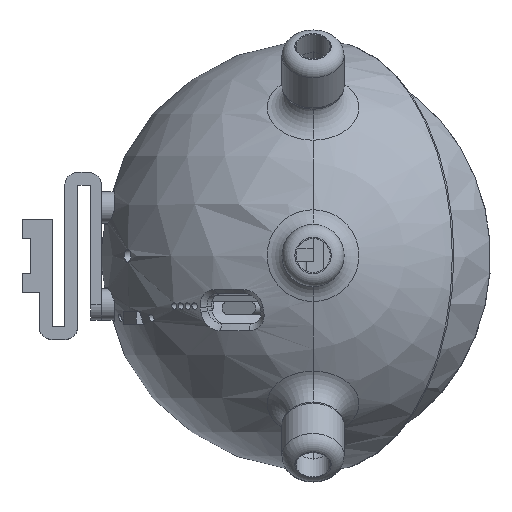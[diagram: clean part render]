
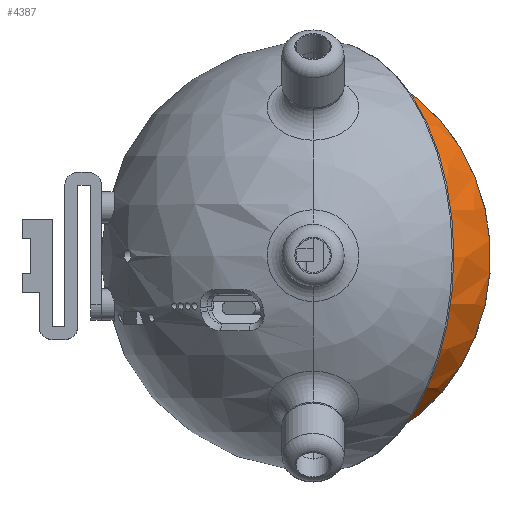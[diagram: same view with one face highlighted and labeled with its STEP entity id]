
A CAD part, top view. The second image highlights one B-rep face of the part: STEP entity #4387.
In plain terms, the highlighted spherical face has radius 46 mm.
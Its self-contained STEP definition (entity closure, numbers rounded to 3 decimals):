
#2718=(
BOUNDED_CURVE()
B_SPLINE_CURVE(3,(#29354,#29355,#29356,#29357),.UNSPECIFIED.,.F.,.F.)
B_SPLINE_CURVE_WITH_KNOTS((4,4),(0.,1.),.UNSPECIFIED.)
CURVE()
GEOMETRIC_REPRESENTATION_ITEM()
RATIONAL_B_SPLINE_CURVE((0.518,0.522,0.526,
0.532))
REPRESENTATION_ITEM('')
);
#3135=SPHERICAL_SURFACE('',#20379,46.);
#3734=B_SPLINE_CURVE_WITH_KNOTS('',3,(#29222,#29223,#29224,#29225),
 .UNSPECIFIED.,.F.,.F.,(4,4),(0.,1.),.UNSPECIFIED.);
#3737=B_SPLINE_CURVE_WITH_KNOTS('',3,(#29258,#29259,#29260,#29261,#29262,
#29263,#29264,#29265,#29266,#29267),.UNSPECIFIED.,.F.,.F.,(4,2,2,2,4),(0.,
0.25,0.5,0.75,1.),.UNSPECIFIED.);
#4387=ADVANCED_FACE('',(#5752),#3135,.T.);
#5752=FACE_OUTER_BOUND('',#6624,.T.);
#6624=EDGE_LOOP('',(#9658,#9659,#9660,#9661,#9662,#9663,#9664,#9665));
#7783=CIRCLE('',#20361,45.932);
#7788=CIRCLE('',#20369,45.658);
#7792=CIRCLE('',#20375,45.658);
#7793=CIRCLE('',#20377,45.995);
#7794=CIRCLE('',#20378,45.932);
#9658=ORIENTED_EDGE('',*,*,#15425,.F.);
#9659=ORIENTED_EDGE('',*,*,#15432,.T.);
#9660=ORIENTED_EDGE('',*,*,#15429,.F.);
#9661=ORIENTED_EDGE('',*,*,#15400,.F.);
#9662=ORIENTED_EDGE('',*,*,#15433,.F.);
#9663=ORIENTED_EDGE('',*,*,#15396,.F.);
#9664=ORIENTED_EDGE('',*,*,#15434,.F.);
#9665=ORIENTED_EDGE('',*,*,#15410,.F.);
#13526=VERTEX_POINT('',#29220);
#13528=VERTEX_POINT('',#29226);
#13531=VERTEX_POINT('',#29232);
#13532=VERTEX_POINT('',#29234);
#13540=VERTEX_POINT('',#29257);
#13541=VERTEX_POINT('',#29268);
#13552=VERTEX_POINT('',#29323);
#13555=VERTEX_POINT('',#29333);
#15396=EDGE_CURVE('',#13526,#13528,#3734,.T.);
#15400=EDGE_CURVE('',#13531,#13532,#7783,.T.);
#15410=EDGE_CURVE('',#13540,#13541,#3737,.T.);
#15425=EDGE_CURVE('',#13552,#13540,#7788,.T.);
#15429=EDGE_CURVE('',#13532,#13555,#7792,.T.);
#15432=EDGE_CURVE('',#13552,#13555,#7793,.T.);
#15433=EDGE_CURVE('',#13528,#13531,#7794,.T.);
#15434=EDGE_CURVE('',#13541,#13526,#2718,.T.);
#20361=AXIS2_PLACEMENT_3D('',#29233,#22826,#22827);
#20369=AXIS2_PLACEMENT_3D('',#29324,#22856,#22857);
#20375=AXIS2_PLACEMENT_3D('',#29332,#22868,#22869);
#20377=AXIS2_PLACEMENT_3D('',#29352,#22873,#22874);
#20378=AXIS2_PLACEMENT_3D('',#29353,#22875,#22876);
#20379=AXIS2_PLACEMENT_3D('',#29358,#22877,#22878);
#22826=DIRECTION('',(0.,-0.731,0.682));
#22827=DIRECTION('',(0.,-0.682,-0.731));
#22856=DIRECTION('',(0.,-0.844,-0.536));
#22857=DIRECTION('',(0.,0.536,-0.844));
#22868=DIRECTION('',(0.,-0.844,-0.536));
#22869=DIRECTION('',(0.,0.536,-0.844));
#22873=DIRECTION('',(0.,0.,1.));
#22874=DIRECTION('',(0.,1.,0.));
#22875=DIRECTION('',(0.,-0.731,0.682));
#22876=DIRECTION('',(0.,-0.682,-0.731));
#22877=DIRECTION('',(-1.,0.,0.));
#22878=DIRECTION('',(0.,1.,0.));
#29220=CARTESIAN_POINT('',(-21.5,25.854,31.39));
#29222=CARTESIAN_POINT('',(-21.5,25.854,31.39));
#29223=CARTESIAN_POINT('',(-23.594,25.097,30.579));
#29224=CARTESIAN_POINT('',(-25.599,24.231,29.65));
#29225=CARTESIAN_POINT('',(-27.5,23.262,28.611));
#29226=CARTESIAN_POINT('',(-27.5,23.262,28.611));
#29232=CARTESIAN_POINT('',(-32.5,20.308,25.443));
#29233=CARTESIAN_POINT('',(0.,-1.828,1.705));
#29234=CARTESIAN_POINT('',(-45.479,2.559,6.41));
#29257=CARTESIAN_POINT('',(45.479,2.559,6.41));
#29258=CARTESIAN_POINT('',(45.479,2.559,6.41));
#29259=CARTESIAN_POINT('',(44.514,7.211,11.399));
#29260=CARTESIAN_POINT('',(41.994,11.702,16.214));
#29261=CARTESIAN_POINT('',(34.343,19.495,24.572));
#29262=CARTESIAN_POINT('',(29.215,22.796,28.112));
#29263=CARTESIAN_POINT('',(17.338,27.558,33.218));
#29264=CARTESIAN_POINT('',(10.615,29.008,34.773));
#29265=CARTESIAN_POINT('',(-3.092,29.776,35.597));
#29266=CARTESIAN_POINT('',(-10.074,29.093,34.864));
#29267=CARTESIAN_POINT('',(-16.5,27.406,33.055));
#29268=CARTESIAN_POINT('',(-16.5,27.406,33.055));
#29323=CARTESIAN_POINT('',(45.578,6.177,0.708));
#29324=CARTESIAN_POINT('',(0.,4.724,2.998));
#29332=CARTESIAN_POINT('',(0.,4.724,2.998));
#29333=CARTESIAN_POINT('',(-45.578,6.177,0.708));
#29352=CARTESIAN_POINT('',(0.,0.,0.708));
#29353=CARTESIAN_POINT('',(0.,-1.828,1.705));
#29354=CARTESIAN_POINT('',(-16.5,27.406,33.055));
#29355=CARTESIAN_POINT('',(-18.218,26.955,32.571));
#29356=CARTESIAN_POINT('',(-19.887,26.436,32.015));
#29357=CARTESIAN_POINT('',(-21.5,25.854,31.391));
#29358=CARTESIAN_POINT('',(0.,0.,0.));
